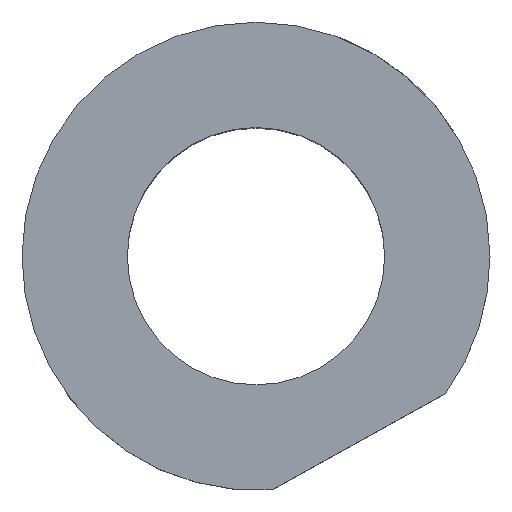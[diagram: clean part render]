
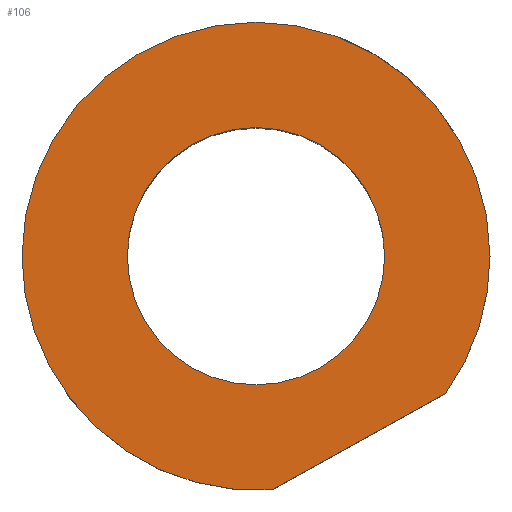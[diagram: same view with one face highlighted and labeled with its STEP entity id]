
A CAD part, top view. The second image highlights one B-rep face of the part: STEP entity #106.
In plain terms, the highlighted planar face has unit normal (0, 0, 1).
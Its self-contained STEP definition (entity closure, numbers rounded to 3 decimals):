
#1 = ORIENTED_EDGE ( 'NONE', *, *, #1346, .F. ) ;
#15 = ORIENTED_EDGE ( 'NONE', *, *, #1307, .T. ) ;
#18 = EDGE_LOOP ( 'NONE', ( #15, #39, #62, #91 ) ) ;
#39 = ORIENTED_EDGE ( 'NONE', *, *, #109, .T. ) ;
#62 = ORIENTED_EDGE ( 'NONE', *, *, #1367, .T. ) ;
#91 = ORIENTED_EDGE ( 'NONE', *, *, #102, .F. ) ;
#97 = VERTEX_POINT ( 'NONE', #393 ) ;
#102 = EDGE_CURVE ( 'NONE', #97, #1340, #424, .T. ) ;
#106 = ADVANCED_FACE ( 'NONE', ( #480, #481 ), #482, .F. ) ;
#109 = EDGE_CURVE ( 'NONE', #249, #198, #510, .T. ) ;
#168 = EDGE_LOOP ( 'NONE', ( #1325, #1 ) ) ;
#183 = VERTEX_POINT ( 'NONE', #280 ) ;
#189 = VERTEX_POINT ( 'NONE', #299 ) ;
#198 = VERTEX_POINT ( 'NONE', #419 ) ;
#249 = VERTEX_POINT ( 'NONE', #487 ) ;
#264 = CIRCLE ( 'NONE', #265, 72.75 ) ;
#265 = AXIS2_PLACEMENT_3D ( 'NONE', #266, #267, #272 ) ;
#266 = CARTESIAN_POINT ( 'NONE',  ( 0., 0., 0. ) ) ;
#267 = DIRECTION ( 'NONE',  ( 0., 0., 1. ) ) ;
#272 = DIRECTION ( 'NONE',  ( 1., 0., 0. ) ) ;
#280 = CARTESIAN_POINT ( 'NONE',  ( 40., 0., 0. ) ) ;
#299 = CARTESIAN_POINT ( 'NONE',  ( -40., 0., 0. ) ) ;
#393 = CARTESIAN_POINT ( 'NONE',  ( 58.903, -42.697, 0. ) ) ;
#419 = CARTESIAN_POINT ( 'NONE',  ( -72.75, 0., 0. ) ) ;
#424 = LINE ( 'NONE', #427, #428 ) ;
#427 = CARTESIAN_POINT ( 'NONE',  ( 4.995, -72.578, 0. ) ) ;
#428 = VECTOR ( 'NONE', #429, 1000. ) ;
#429 = DIRECTION ( 'NONE',  ( -0.875, -0.485, 0. ) ) ;
#480 = FACE_BOUND ( 'NONE', #168, .T. ) ;
#481 = FACE_OUTER_BOUND ( 'NONE', #18, .T. ) ;
#482 = PLANE ( 'NONE',  #483 ) ;
#483 = AXIS2_PLACEMENT_3D ( 'NONE', #484, #485, #486 ) ;
#484 = CARTESIAN_POINT ( 'NONE',  ( 0., 72.75, 0. ) ) ;
#485 = DIRECTION ( 'NONE',  ( 0., 0., -1. ) ) ;
#486 = DIRECTION ( 'NONE',  ( -1., 0., 0. ) ) ;
#487 = CARTESIAN_POINT ( 'NONE',  ( 72.75, 0., 0. ) ) ;
#510 = CIRCLE ( 'NONE', #511, 72.75 ) ;
#511 = AXIS2_PLACEMENT_3D ( 'NONE', #512, #513, #514 ) ;
#512 = CARTESIAN_POINT ( 'NONE',  ( 0., 0., 0. ) ) ;
#513 = DIRECTION ( 'NONE',  ( 0., 0., 1. ) ) ;
#514 = DIRECTION ( 'NONE',  ( 1., 0., 0. ) ) ;
#553 = CIRCLE ( 'NONE', #554, 72.75 ) ;
#554 = AXIS2_PLACEMENT_3D ( 'NONE', #555, #556, #557 ) ;
#555 = CARTESIAN_POINT ( 'NONE',  ( 0., 0., 0. ) ) ;
#556 = DIRECTION ( 'NONE',  ( 0., 0., 1. ) ) ;
#557 = DIRECTION ( 'NONE',  ( 1., 0., 0. ) ) ;
#718 = CIRCLE ( 'NONE', #719, 40. ) ;
#719 = AXIS2_PLACEMENT_3D ( 'NONE', #720, #721, #722 ) ;
#720 = CARTESIAN_POINT ( 'NONE',  ( 0., 0., 0. ) ) ;
#721 = DIRECTION ( 'NONE',  ( 0., 0., 1. ) ) ;
#722 = DIRECTION ( 'NONE',  ( 1., 0., 0. ) ) ;
#750 = CARTESIAN_POINT ( 'NONE',  ( 4.995, -72.578, 0. ) ) ;
#825 = CIRCLE ( 'NONE', #826, 40. ) ;
#826 = AXIS2_PLACEMENT_3D ( 'NONE', #827, #828, #829 ) ;
#827 = CARTESIAN_POINT ( 'NONE',  ( 0., 0., 0. ) ) ;
#828 = DIRECTION ( 'NONE',  ( 0., 0., 1. ) ) ;
#829 = DIRECTION ( 'NONE',  ( 1., 0., 0. ) ) ;
#1307 = EDGE_CURVE ( 'NONE', #97, #249, #553, .T. ) ;
#1325 = ORIENTED_EDGE ( 'NONE', *, *, #1336, .F. ) ;
#1336 = EDGE_CURVE ( 'NONE', #183, #189, #718, .T. ) ;
#1340 = VERTEX_POINT ( 'NONE', #750 ) ;
#1346 = EDGE_CURVE ( 'NONE', #189, #183, #825, .T. ) ;
#1367 = EDGE_CURVE ( 'NONE', #198, #1340, #264, .T. ) ;
